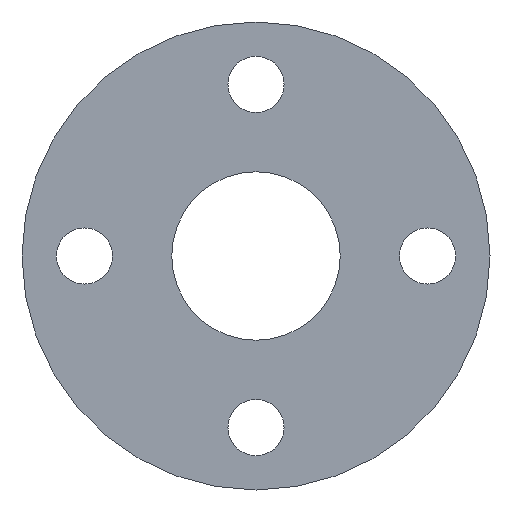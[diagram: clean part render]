
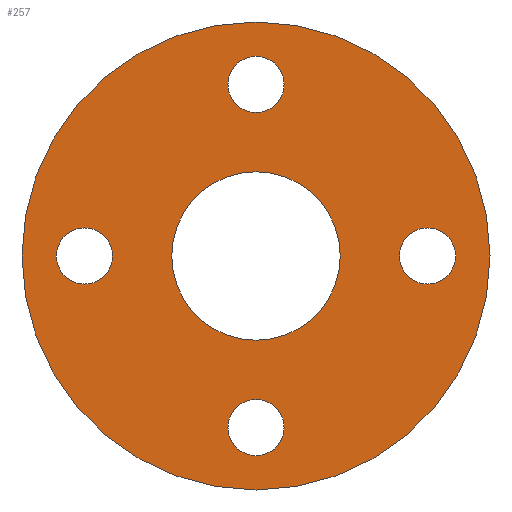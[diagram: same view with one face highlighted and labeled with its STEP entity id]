
A CAD part, front view. The second image highlights one B-rep face of the part: STEP entity #257.
In plain terms, the highlighted planar face has unit normal (0, -1, 0).
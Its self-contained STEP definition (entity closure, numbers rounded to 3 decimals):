
#1 = DIRECTION ( 'NONE',  ( 0., -1., 0. ) ) ;
#8 = DIRECTION ( 'NONE',  ( 0., -1., 0. ) ) ;
#15 = CIRCLE ( 'NONE', #456, 75. ) ;
#18 = CARTESIAN_POINT ( 'NONE',  ( 0., 0., 55. ) ) ;
#23 = AXIS2_PLACEMENT_3D ( 'NONE', #369, #445, #333 ) ;
#29 = CARTESIAN_POINT ( 'NONE',  ( 0., 0., 0. ) ) ;
#33 = CARTESIAN_POINT ( 'NONE',  ( 0., 0., -46. ) ) ;
#39 = CARTESIAN_POINT ( 'NONE',  ( 0., 0., 75. ) ) ;
#42 = DIRECTION ( 'NONE',  ( 0., 1., 0. ) ) ;
#43 = EDGE_LOOP ( 'NONE', ( #181, #460 ) ) ;
#46 = CARTESIAN_POINT ( 'NONE',  ( -55., 0., 0. ) ) ;
#49 = DIRECTION ( 'NONE',  ( 0., 0., -1. ) ) ;
#56 = CIRCLE ( 'NONE', #236, 9. ) ;
#61 = DIRECTION ( 'NONE',  ( 0., -1., 0. ) ) ;
#63 = EDGE_CURVE ( 'NONE', #138, #567, #83, .T. ) ;
#66 = CIRCLE ( 'NONE', #143, 9. ) ;
#67 = CIRCLE ( 'NONE', #84, 9. ) ;
#82 = DIRECTION ( 'NONE',  ( 0., 0., 1. ) ) ;
#83 = CIRCLE ( 'NONE', #465, 9. ) ;
#84 = AXIS2_PLACEMENT_3D ( 'NONE', #46, #237, #412 ) ;
#93 = AXIS2_PLACEMENT_3D ( 'NONE', #471, #61, #102 ) ;
#96 = EDGE_CURVE ( 'NONE', #365, #547, #244, .T. ) ;
#102 = DIRECTION ( 'NONE',  ( -1., 0., 0. ) ) ;
#103 = AXIS2_PLACEMENT_3D ( 'NONE', #379, #8, #507 ) ;
#105 = CARTESIAN_POINT ( 'NONE',  ( 0., 0., 27. ) ) ;
#121 = DIRECTION ( 'NONE',  ( 0., 0., 1. ) ) ;
#131 = AXIS2_PLACEMENT_3D ( 'NONE', #546, #1, #49 ) ;
#134 = VERTEX_POINT ( 'NONE', #480 ) ;
#136 = EDGE_CURVE ( 'NONE', #547, #365, #15, .T. ) ;
#138 = VERTEX_POINT ( 'NONE', #348 ) ;
#143 = AXIS2_PLACEMENT_3D ( 'NONE', #402, #544, #82 ) ;
#145 = CARTESIAN_POINT ( 'NONE',  ( 0., 0., -27. ) ) ;
#169 = CARTESIAN_POINT ( 'NONE',  ( 0., 0., 0. ) ) ;
#171 = DIRECTION ( 'NONE',  ( 0., 1., 0. ) ) ;
#177 = DIRECTION ( 'NONE',  ( 0., 1., 0. ) ) ;
#178 = VERTEX_POINT ( 'NONE', #265 ) ;
#181 = ORIENTED_EDGE ( 'NONE', *, *, #196, .T. ) ;
#190 = ORIENTED_EDGE ( 'NONE', *, *, #249, .F. ) ;
#192 = ORIENTED_EDGE ( 'NONE', *, *, #96, .F. ) ;
#194 = DIRECTION ( 'NONE',  ( 0., 0., 1. ) ) ;
#196 = EDGE_CURVE ( 'NONE', #482, #243, #419, .T. ) ;
#206 = CIRCLE ( 'NONE', #23, 9. ) ;
#209 = VERTEX_POINT ( 'NONE', #573 ) ;
#215 = CIRCLE ( 'NONE', #93, 9. ) ;
#221 = DIRECTION ( 'NONE',  ( 0., 0., 1. ) ) ;
#232 = ORIENTED_EDGE ( 'NONE', *, *, #386, .F. ) ;
#236 = AXIS2_PLACEMENT_3D ( 'NONE', #18, #463, #336 ) ;
#237 = DIRECTION ( 'NONE',  ( 0., -1., 0. ) ) ;
#238 = ORIENTED_EDGE ( 'NONE', *, *, #407, .F. ) ;
#239 = FACE_BOUND ( 'NONE', #43, .T. ) ;
#243 = VERTEX_POINT ( 'NONE', #145 ) ;
#244 = CIRCLE ( 'NONE', #317, 75. ) ;
#249 = EDGE_CURVE ( 'NONE', #380, #134, #206, .T. ) ;
#256 = CIRCLE ( 'NONE', #332, 9. ) ;
#257 = ADVANCED_FACE ( 'NONE', ( #581, #269, #503, #321, #239, #325 ), #316, .T. ) ;
#265 = CARTESIAN_POINT ( 'NONE',  ( -46., 0., 0. ) ) ;
#266 = ORIENTED_EDGE ( 'NONE', *, *, #487, .F. ) ;
#268 = DIRECTION ( 'NONE',  ( 0., 0., 1. ) ) ;
#269 = FACE_BOUND ( 'NONE', #539, .T. ) ;
#270 = EDGE_CURVE ( 'NONE', #591, #209, #66, .T. ) ;
#285 = EDGE_CURVE ( 'NONE', #243, #482, #588, .T. ) ;
#289 = ORIENTED_EDGE ( 'NONE', *, *, #136, .F. ) ;
#316 = PLANE ( 'NONE',  #131 ) ;
#317 = AXIS2_PLACEMENT_3D ( 'NONE', #169, #177, #121 ) ;
#321 = FACE_BOUND ( 'NONE', #565, .T. ) ;
#325 = FACE_OUTER_BOUND ( 'NONE', #330, .T. ) ;
#330 = EDGE_LOOP ( 'NONE', ( #192, #289 ) ) ;
#332 = AXIS2_PLACEMENT_3D ( 'NONE', #381, #421, #509 ) ;
#333 = DIRECTION ( 'NONE',  ( 1., 0., 0. ) ) ;
#336 = DIRECTION ( 'NONE',  ( 0., 0., 1. ) ) ;
#348 = CARTESIAN_POINT ( 'NONE',  ( 0., 0., -64. ) ) ;
#353 = DIRECTION ( 'NONE',  ( 0., 1., 0. ) ) ;
#357 = CARTESIAN_POINT ( 'NONE',  ( 0., 0., -75. ) ) ;
#364 = CIRCLE ( 'NONE', #103, 9. ) ;
#365 = VERTEX_POINT ( 'NONE', #39 ) ;
#369 = CARTESIAN_POINT ( 'NONE',  ( 55., 0., 0. ) ) ;
#379 = CARTESIAN_POINT ( 'NONE',  ( 0., 0., -55. ) ) ;
#380 = VERTEX_POINT ( 'NONE', #590 ) ;
#381 = CARTESIAN_POINT ( 'NONE',  ( 55., 0., 0. ) ) ;
#386 = EDGE_CURVE ( 'NONE', #178, #411, #67, .T. ) ;
#393 = DIRECTION ( 'NONE',  ( 0., 0., -1. ) ) ;
#394 = ORIENTED_EDGE ( 'NONE', *, *, #453, .F. ) ;
#400 = EDGE_LOOP ( 'NONE', ( #190, #394 ) ) ;
#402 = CARTESIAN_POINT ( 'NONE',  ( 0., 0., 55. ) ) ;
#407 = EDGE_CURVE ( 'NONE', #209, #591, #56, .T. ) ;
#409 = AXIS2_PLACEMENT_3D ( 'NONE', #414, #42, #194 ) ;
#411 = VERTEX_POINT ( 'NONE', #474 ) ;
#412 = DIRECTION ( 'NONE',  ( -1., 0., 0. ) ) ;
#414 = CARTESIAN_POINT ( 'NONE',  ( 0., 0., 0. ) ) ;
#415 = ORIENTED_EDGE ( 'NONE', *, *, #63, .F. ) ;
#419 = CIRCLE ( 'NONE', #540, 27. ) ;
#421 = DIRECTION ( 'NONE',  ( 0., -1., 0. ) ) ;
#445 = DIRECTION ( 'NONE',  ( 0., -1., 0. ) ) ;
#453 = EDGE_CURVE ( 'NONE', #134, #380, #256, .T. ) ;
#456 = AXIS2_PLACEMENT_3D ( 'NONE', #488, #353, #268 ) ;
#460 = ORIENTED_EDGE ( 'NONE', *, *, #285, .T. ) ;
#463 = DIRECTION ( 'NONE',  ( 0., -1., 0. ) ) ;
#465 = AXIS2_PLACEMENT_3D ( 'NONE', #568, #526, #393 ) ;
#471 = CARTESIAN_POINT ( 'NONE',  ( -55., 0., 0. ) ) ;
#474 = CARTESIAN_POINT ( 'NONE',  ( -64., 0., 0. ) ) ;
#480 = CARTESIAN_POINT ( 'NONE',  ( 46., 0., 0. ) ) ;
#482 = VERTEX_POINT ( 'NONE', #105 ) ;
#487 = EDGE_CURVE ( 'NONE', #411, #178, #215, .T. ) ;
#488 = CARTESIAN_POINT ( 'NONE',  ( 0., 0., 0. ) ) ;
#496 = EDGE_CURVE ( 'NONE', #567, #138, #364, .T. ) ;
#500 = ORIENTED_EDGE ( 'NONE', *, *, #496, .F. ) ;
#503 = FACE_BOUND ( 'NONE', #400, .T. ) ;
#507 = DIRECTION ( 'NONE',  ( 0., 0., -1. ) ) ;
#508 = EDGE_LOOP ( 'NONE', ( #266, #232 ) ) ;
#509 = DIRECTION ( 'NONE',  ( 1., 0., 0. ) ) ;
#522 = ORIENTED_EDGE ( 'NONE', *, *, #270, .F. ) ;
#526 = DIRECTION ( 'NONE',  ( 0., -1., 0. ) ) ;
#534 = CARTESIAN_POINT ( 'NONE',  ( 0., 0., 46. ) ) ;
#539 = EDGE_LOOP ( 'NONE', ( #238, #522 ) ) ;
#540 = AXIS2_PLACEMENT_3D ( 'NONE', #29, #171, #221 ) ;
#544 = DIRECTION ( 'NONE',  ( 0., -1., 0. ) ) ;
#546 = CARTESIAN_POINT ( 'NONE',  ( -75., 0., 0. ) ) ;
#547 = VERTEX_POINT ( 'NONE', #357 ) ;
#565 = EDGE_LOOP ( 'NONE', ( #415, #500 ) ) ;
#567 = VERTEX_POINT ( 'NONE', #33 ) ;
#568 = CARTESIAN_POINT ( 'NONE',  ( 0., 0., -55. ) ) ;
#573 = CARTESIAN_POINT ( 'NONE',  ( 0., 0., 64. ) ) ;
#581 = FACE_BOUND ( 'NONE', #508, .T. ) ;
#588 = CIRCLE ( 'NONE', #409, 27. ) ;
#590 = CARTESIAN_POINT ( 'NONE',  ( 64., 0., 0. ) ) ;
#591 = VERTEX_POINT ( 'NONE', #534 ) ;
